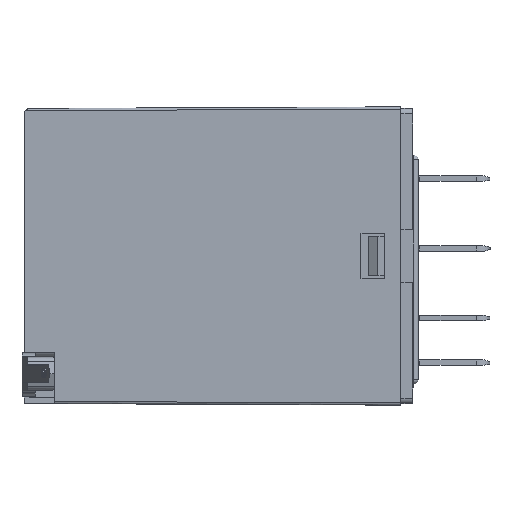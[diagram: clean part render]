
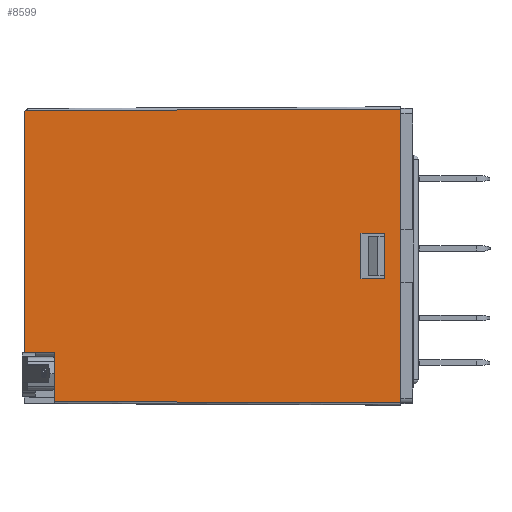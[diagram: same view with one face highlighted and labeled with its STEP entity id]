
A CAD part, left-side view. The second image highlights one B-rep face of the part: STEP entity #8599.
In plain terms, the highlighted face is planar.
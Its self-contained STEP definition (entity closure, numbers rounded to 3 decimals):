
#8599=ADVANCED_FACE('',(#20060,#20062),#20064,.T.);
#20060=FACE_BOUND('',#20061,.T.);
#20061=EDGE_LOOP('',(#27063,#27064,#27065,#27066,#27067,#27068,#27069));
#20062=FACE_BOUND('',#20063,.T.);
#20063=EDGE_LOOP('',(#27070,#27071,#27072,#27073));
#20064=PLANE('',#20065);
#20065=AXIS2_PLACEMENT_3D('',#20066,#20067,#20068);
#20066=CARTESIAN_POINT('',(-13.7,0.,-10.5));
#20067=DIRECTION('',(0.,0.004,-1.));
#20068=DIRECTION('',(0.,1.,0.004));
#27063=ORIENTED_EDGE('',*,*,#30647,.T.);
#27064=ORIENTED_EDGE('',*,*,#30675,.T.);
#27065=ORIENTED_EDGE('',*,*,#30676,.T.);
#27066=ORIENTED_EDGE('',*,*,#30677,.F.);
#27067=ORIENTED_EDGE('',*,*,#30595,.T.);
#27068=ORIENTED_EDGE('',*,*,#30537,.T.);
#27069=ORIENTED_EDGE('',*,*,#30678,.T.);
#27070=ORIENTED_EDGE('',*,*,#30679,.T.);
#27071=ORIENTED_EDGE('',*,*,#30680,.T.);
#27072=ORIENTED_EDGE('',*,*,#30681,.T.);
#27073=ORIENTED_EDGE('',*,*,#30682,.T.);
#30537=EDGE_CURVE('',#35191,#35189,#35192,.T.);
#30595=EDGE_CURVE('',#35295,#35191,#35296,.T.);
#30647=EDGE_CURVE('',#35389,#35387,#35390,.T.);
#30675=EDGE_CURVE('',#35387,#35441,#35442,.T.);
#30676=EDGE_CURVE('',#35441,#35443,#35444,.T.);
#30677=EDGE_CURVE('',#35295,#35443,#35445,.T.);
#30678=EDGE_CURVE('',#35189,#35389,#35446,.T.);
#30679=EDGE_CURVE('',#35447,#35448,#35449,.T.);
#30680=EDGE_CURVE('',#35448,#35450,#35451,.T.);
#30681=EDGE_CURVE('',#35450,#35452,#35453,.T.);
#30682=EDGE_CURVE('',#35452,#35447,#35454,.T.);
#35189=VERTEX_POINT('',#53729);
#35191=VERTEX_POINT('',#53734);
#35192=LINE('',#53735,#53736);
#35295=VERTEX_POINT('',#53961);
#35296=LINE('',#53962,#53963);
#35387=VERTEX_POINT('',#54158);
#35389=VERTEX_POINT('',#54163);
#35390=LINE('',#54164,#54165);
#35441=VERTEX_POINT('',#54272);
#35442=LINE('',#54273,#54274);
#35443=VERTEX_POINT('',#54276);
#35444=LINE('',#54277,#54278);
#35445=LINE('',#54280,#54281);
#35446=LINE('',#54283,#54284);
#35447=VERTEX_POINT('',#54286);
#35448=VERTEX_POINT('',#54287);
#35449=LINE('',#54288,#54289);
#35450=VERTEX_POINT('',#54291);
#35451=LINE('',#54292,#54293);
#35452=VERTEX_POINT('',#54295);
#35453=LINE('',#54296,#54297);
#35454=LINE('',#54299,#54300);
#53729=CARTESIAN_POINT('',(13.361,31.8,-10.361));
#53734=CARTESIAN_POINT('',(8.9,31.8,-10.361));
#53735=CARTESIAN_POINT('',(8.9,31.8,-10.361));
#53736=VECTOR('',#53737,1.);
#53737=DIRECTION('',(1.,0.,0.));
#53961=CARTESIAN_POINT('',(8.9,34.6,-10.349));
#53962=CARTESIAN_POINT('',(8.9,34.6,-10.349));
#53963=VECTOR('',#53964,1.);
#53964=DIRECTION('',(0.,-1.,-0.004));
#54158=CARTESIAN_POINT('',(-13.5,0.,-10.5));
#54163=CARTESIAN_POINT('',(13.5,0.,-10.5));
#54164=CARTESIAN_POINT('',(13.5,0.,-10.5));
#54165=VECTOR('',#54166,1.);
#54166=DIRECTION('',(-1.,0.,0.));
#54272=CARTESIAN_POINT('',(-13.35,34.467,-10.35));
#54273=CARTESIAN_POINT('',(-13.5,0.,-10.5));
#54274=VECTOR('',#54275,1.);
#54275=DIRECTION('',(0.004,1.,0.004));
#54276=CARTESIAN_POINT('',(-13.249,34.6,-10.349));
#54277=CARTESIAN_POINT('',(-13.35,34.467,-10.35));
#54278=VECTOR('',#54279,1.);
#54279=DIRECTION('',(0.602,0.798,0.003));
#54280=CARTESIAN_POINT('',(8.9,34.6,-10.349));
#54281=VECTOR('',#54282,1.);
#54282=DIRECTION('',(-1.,0.,0.));
#54283=CARTESIAN_POINT('',(13.361,31.8,-10.361));
#54284=VECTOR('',#54285,1.);
#54285=DIRECTION('',(0.004,-1.,-0.004));
#54286=CARTESIAN_POINT('',(-2.1,1.45,-10.494));
#54287=CARTESIAN_POINT('',(2.1,1.45,-10.494));
#54288=CARTESIAN_POINT('',(-2.1,1.45,-10.494));
#54289=VECTOR('',#54290,1.);
#54290=DIRECTION('',(1.,0.,0.));
#54291=CARTESIAN_POINT('',(2.1,3.65,-10.484));
#54292=CARTESIAN_POINT('',(2.1,1.45,-10.494));
#54293=VECTOR('',#54294,1.);
#54294=DIRECTION('',(0.,1.,0.004));
#54295=CARTESIAN_POINT('',(-2.1,3.65,-10.484));
#54296=CARTESIAN_POINT('',(2.1,3.65,-10.484));
#54297=VECTOR('',#54298,1.);
#54298=DIRECTION('',(-1.,0.,0.));
#54299=CARTESIAN_POINT('',(-2.1,3.65,-10.484));
#54300=VECTOR('',#54301,1.);
#54301=DIRECTION('',(0.,-1.,-0.004));
